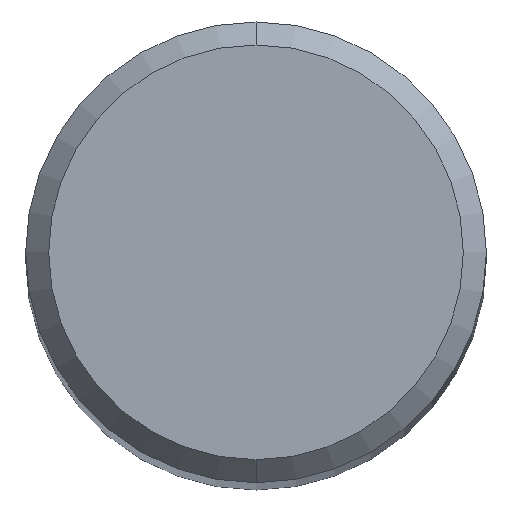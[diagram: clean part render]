
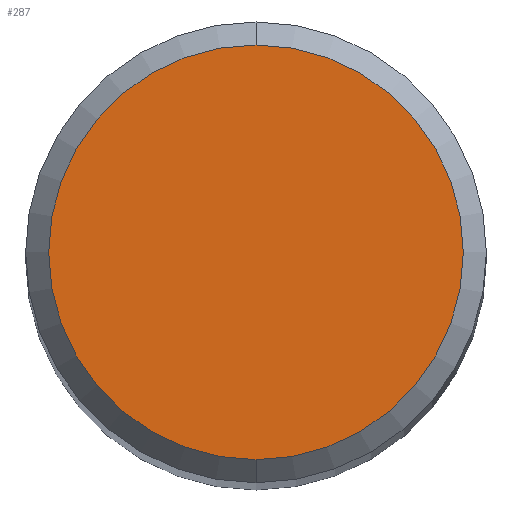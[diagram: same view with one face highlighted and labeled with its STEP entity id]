
A CAD part, top view. The second image highlights one B-rep face of the part: STEP entity #287.
In plain terms, the highlighted planar face has unit normal (0, 0, 1).
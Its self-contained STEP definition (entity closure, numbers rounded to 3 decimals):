
#275=EDGE_CURVE('',#301,#369,#563,.T.);
#287=ADVANCED_FACE('',(#575),#576,.T.);
#301=VERTEX_POINT('',#590);
#369=VERTEX_POINT('',#667);
#397=EDGE_CURVE('',#369,#301,#696,.T.);
#563=CIRCLE('',#989,4.5);
#575=FACE_OUTER_BOUND('',#1056,.T.);
#576=PLANE('',#1057);
#590=CARTESIAN_POINT('',(0.0,4.5,0.0));
#667=CARTESIAN_POINT('',(0.,-4.5,0.0));
#696=CIRCLE('',#1319,4.5);
#989=AXIS2_PLACEMENT_3D('',#1487,#1488,#1489);
#1056=EDGE_LOOP('',(#1492,#1493));
#1057=AXIS2_PLACEMENT_3D('',#1494,#1495,#1496);
#1319=AXIS2_PLACEMENT_3D('',#1619,#1620,#1621);
#1487=CARTESIAN_POINT('',(0.0,0.0,0.0));
#1488=DIRECTION('',(0.0,0.0,-1.0));
#1489=DIRECTION('',(0.0,1.0,0.0));
#1492=ORIENTED_EDGE('',*,*,#275,.F.);
#1493=ORIENTED_EDGE('',*,*,#397,.F.);
#1494=CARTESIAN_POINT('',(0.0,2.25,0.0));
#1495=DIRECTION('',(-0.0,0.0,1.0));
#1496=DIRECTION('',(0.0,-1.0,0.0));
#1619=CARTESIAN_POINT('',(0.0,0.0,0.0));
#1620=DIRECTION('',(0.0,0.0,-1.0));
#1621=DIRECTION('',(0.0,1.0,0.0));
